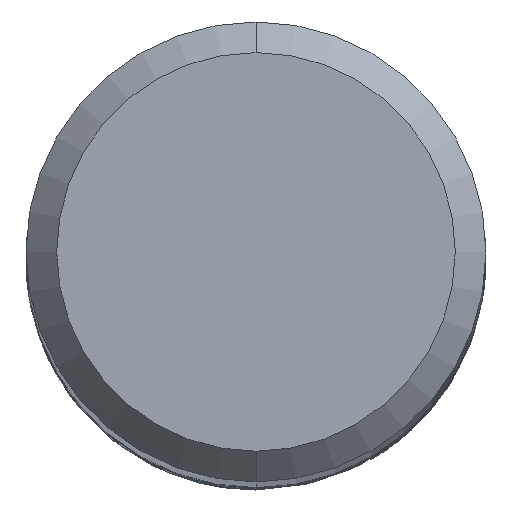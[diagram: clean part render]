
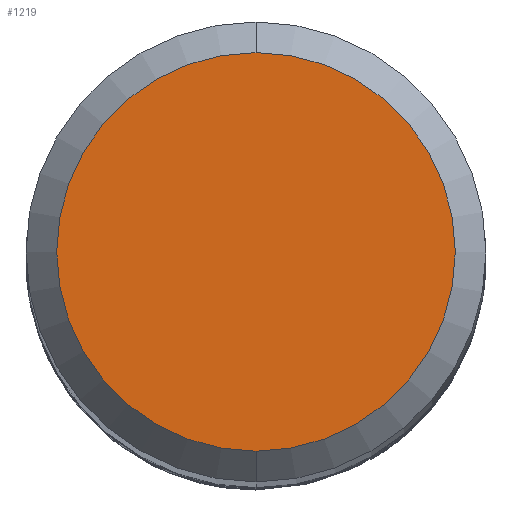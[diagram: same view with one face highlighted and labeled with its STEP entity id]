
A CAD part, top view. The second image highlights one B-rep face of the part: STEP entity #1219.
In plain terms, the highlighted planar face has unit normal (0, 0, 1).
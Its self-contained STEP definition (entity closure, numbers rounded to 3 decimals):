
#559=EDGE_CURVE('',#943,#999,#1489,.T.);
#943=VERTEX_POINT('',#1911);
#999=VERTEX_POINT('',#1969);
#1219=ADVANCED_FACE('',(#2213),#2214,.T.);
#1301=EDGE_CURVE('',#999,#943,#2303,.T.);
#1489=CIRCLE('',#2971,2.6);
#1911=CARTESIAN_POINT('',(0.,-2.6,0.0));
#1969=CARTESIAN_POINT('',(0.0,2.6,0.0));
#2213=FACE_OUTER_BOUND('',#12646,.T.);
#2214=PLANE('',#12647);
#2303=CIRCLE('',#13631,2.6);
#2971=AXIS2_PLACEMENT_3D('',#15668,#15669,#15670);
#12646=EDGE_LOOP('',(#16375,#16376));
#12647=AXIS2_PLACEMENT_3D('',#16377,#16378,#16379);
#13631=AXIS2_PLACEMENT_3D('',#16463,#16464,#16465);
#15668=CARTESIAN_POINT('',(0.0,0.0,0.0));
#15669=DIRECTION('',(0.0,0.0,-1.0));
#15670=DIRECTION('',(0.0,1.0,0.0));
#16375=ORIENTED_EDGE('',*,*,#1301,.F.);
#16376=ORIENTED_EDGE('',*,*,#559,.F.);
#16377=CARTESIAN_POINT('',(0.0,1.3,0.0));
#16378=DIRECTION('',(-0.0,0.0,1.0));
#16379=DIRECTION('',(0.0,-1.0,0.0));
#16463=CARTESIAN_POINT('',(0.0,0.0,0.0));
#16464=DIRECTION('',(0.0,0.0,-1.0));
#16465=DIRECTION('',(0.0,1.0,0.0));
